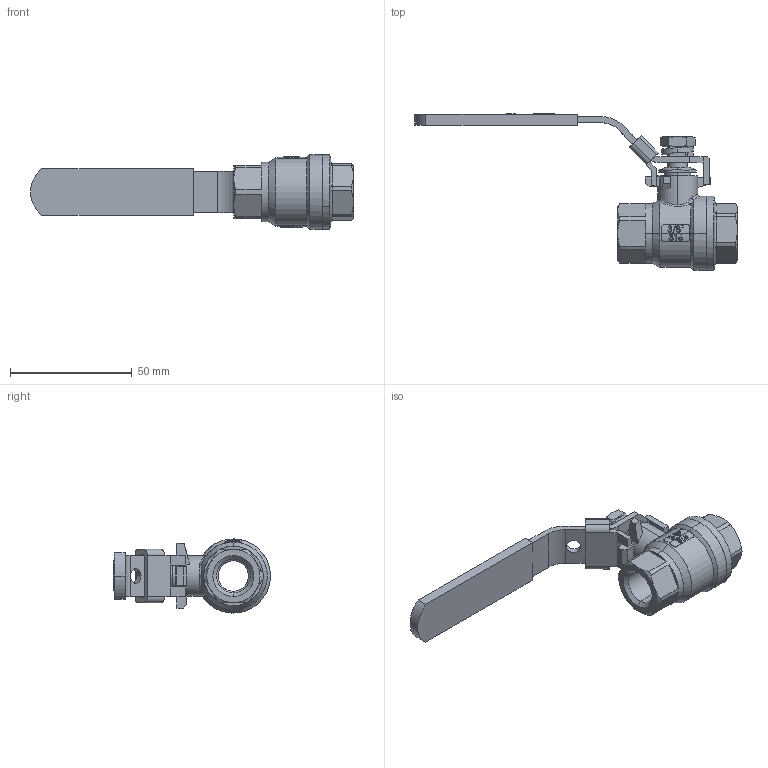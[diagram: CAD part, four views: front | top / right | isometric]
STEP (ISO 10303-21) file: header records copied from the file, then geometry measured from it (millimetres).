
FILE_DESCRIPTION (( 'STEP AP214' ), '1' );
FILE_NAME ('MV-25-ZPT-DN10.STEP', '2018-11-27T00:51:41', ( 'Lenovo' ), ( 'China' ), 'SwSTEP 2.0', 'SolidWorks 2010', '' );
FILE_SCHEMA (( 'AUTOMOTIVE_DESIGN' ));
Length unit declared in the file: millimetre
Products named in the file (15): MV-25-TD-DN10; MV-25-KZ-DN10; MV-25-LM-DN10; MV-25-T(J)-DN10; MV-25-ZPT-DN10; MV-25-M-DN10; MV-25-G(J)-DN10; MV-25-Q-DN10; MV-25-FZ-DN10; MV-25-TL-DN10; MV-25-ZT-DN10; MV-25-Z-DN10; MV-25-ST-DN10; MV-25-S-DN10; MV-25-Y-DN10
Assembly tree (15 placements, depth 2):
  MV-25-ZPT-DN10
    MV-25-ZT-DN10
    MV-25-Y-DN10
    MV-25-ST-DN10
    MV-25-KZ-DN10
    MV-25-TL-DN10
    MV-25-Q-DN10
    MV-25-M-DN10
    MV-25-FZ-DN10  x2
    MV-25-Z-DN10
    MV-25-G(J)-DN10
    MV-25-T(J)-DN10
    MV-25-LM-DN10
    MV-25-S-DN10
    MV-25-TD-DN10
Bounding box: 132.88 x 64.55 x 30.5 mm (x, y, z)
Volume: 31934.2 mm3; surface area: 29159.7 mm2
Topology: 15 solids, 15 shells, 611 faces, 1545 edges, 1005 vertices
Faces by surface type: plane 235, bspline 150, cylinder 148, cone 66, sphere 6, torus 6
Entity records: 46256 total; most frequent: CARTESIAN_POINT 31533, ORIENTED_EDGE 3022, DIRECTION 2227, EDGE_CURVE 1511, VERTEX_POINT 985, AXIS2_PLACEMENT_3D 800, EDGE_LOOP 664, VECTOR 627
